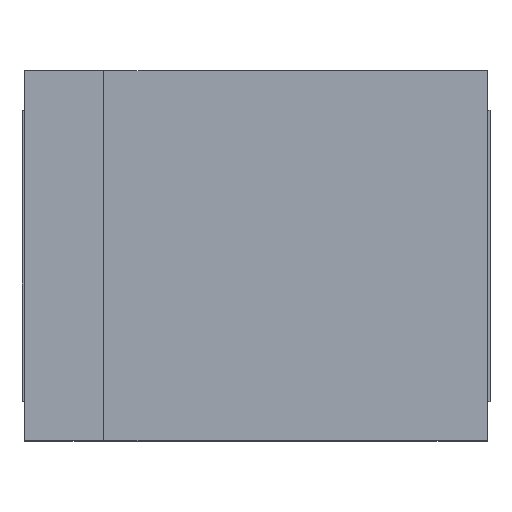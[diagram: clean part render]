
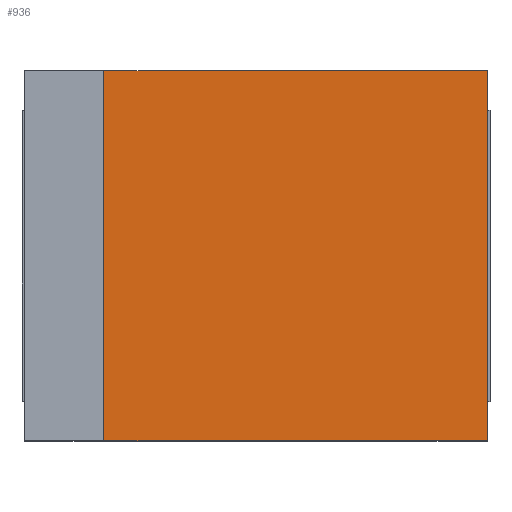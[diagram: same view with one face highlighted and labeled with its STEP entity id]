
A CAD part, top view. The second image highlights one B-rep face of the part: STEP entity #936.
In plain terms, the highlighted planar face has unit normal (0, 0, 1).
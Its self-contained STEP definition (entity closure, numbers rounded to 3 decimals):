
#117 = EDGE_LOOP ( 'NONE', ( #1566, #1579, #1578, #1582 ) ) ;
#152 = VERTEX_POINT ( 'NONE', #1544 ) ;
#153 = VERTEX_POINT ( 'NONE', #1542 ) ;
#159 = VERTEX_POINT ( 'NONE', #1550 ) ;
#166 = VERTEX_POINT ( 'NONE', #1559 ) ;
#215 = LINE ( 'NONE', #380, #221 ) ;
#221 = VECTOR ( 'NONE', #385, 1000. ) ;
#250 = LINE ( 'NONE', #416, #253 ) ;
#253 = VECTOR ( 'NONE', #417, 1000. ) ;
#270 = LINE ( 'NONE', #435, #273 ) ;
#272 = LINE ( 'NONE', #437, #275 ) ;
#273 = VECTOR ( 'NONE', #436, 1000. ) ;
#275 = VECTOR ( 'NONE', #439, 1000. ) ;
#380 = CARTESIAN_POINT ( 'NONE',  ( 1.75, -1.4, 1.9 ) ) ;
#385 = DIRECTION ( 'NONE',  ( 0., 1., 0. ) ) ;
#416 = CARTESIAN_POINT ( 'NONE',  ( 1.75, -1.4, 1.9 ) ) ;
#417 = DIRECTION ( 'NONE',  ( 1., 0., 0. ) ) ;
#435 = CARTESIAN_POINT ( 'NONE',  ( 1.75, 1.4, 1.9 ) ) ;
#436 = DIRECTION ( 'NONE',  ( -1., 0., 0. ) ) ;
#437 = CARTESIAN_POINT ( 'NONE',  ( -1.15, 1.4, 1.9 ) ) ;
#439 = DIRECTION ( 'NONE',  ( 0., 1., 0. ) ) ;
#594 = PLANE ( 'NONE',  #669 ) ;
#618 = EDGE_CURVE ( 'NONE', #166, #159, #215, .T. ) ;
#634 = EDGE_CURVE ( 'NONE', #152, #166, #250, .T. ) ;
#669 = AXIS2_PLACEMENT_3D ( 'NONE', #1042, #1043, #1044 ) ;
#770 = EDGE_CURVE ( 'NONE', #159, #153, #270, .T. ) ;
#771 = EDGE_CURVE ( 'NONE', #152, #153, #272, .T. ) ;
#936 = ADVANCED_FACE ( 'NONE', ( #1358 ), #594, .T. ) ;
#1042 = CARTESIAN_POINT ( 'NONE',  ( 0., 0., 1.9 ) ) ;
#1043 = DIRECTION ( 'NONE',  ( 0., 0., 1. ) ) ;
#1044 = DIRECTION ( 'NONE',  ( 1., 0., 0. ) ) ;
#1358 = FACE_OUTER_BOUND ( 'NONE', #117, .T. ) ;
#1542 = CARTESIAN_POINT ( 'NONE',  ( -1.15, 1.4, 1.9 ) ) ;
#1544 = CARTESIAN_POINT ( 'NONE',  ( -1.15, -1.4, 1.9 ) ) ;
#1550 = CARTESIAN_POINT ( 'NONE',  ( 1.75, 1.4, 1.9 ) ) ;
#1559 = CARTESIAN_POINT ( 'NONE',  ( 1.75, -1.4, 1.9 ) ) ;
#1566 = ORIENTED_EDGE ( 'NONE', *, *, #771, .F. ) ;
#1578 = ORIENTED_EDGE ( 'NONE', *, *, #618, .T. ) ;
#1579 = ORIENTED_EDGE ( 'NONE', *, *, #634, .T. ) ;
#1582 = ORIENTED_EDGE ( 'NONE', *, *, #770, .T. ) ;
